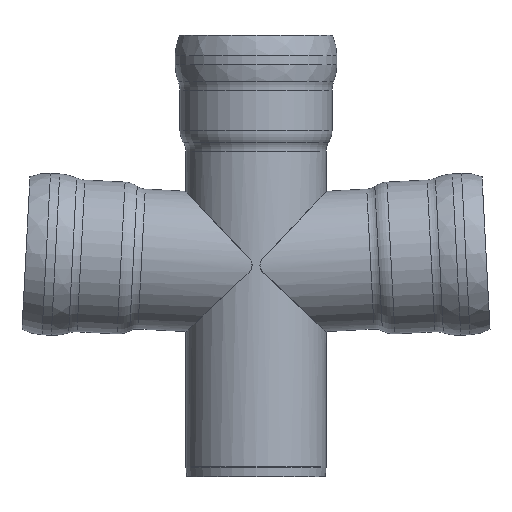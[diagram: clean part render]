
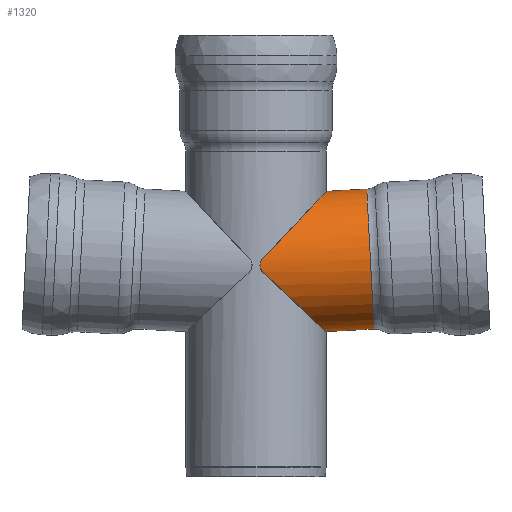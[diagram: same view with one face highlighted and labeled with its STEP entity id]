
A CAD part, front view. The second image highlights one B-rep face of the part: STEP entity #1320.
In plain terms, the highlighted cylindrical face has radius 365 mm (diameter 730 mm), a full revolution.
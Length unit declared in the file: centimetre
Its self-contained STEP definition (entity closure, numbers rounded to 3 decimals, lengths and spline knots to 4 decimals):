
#80=CIRCLE('',#1439,36.5);
#81=CIRCLE('',#1440,36.5);
#193=B_SPLINE_CURVE_WITH_KNOTS('',3,(#2106,#2107,#2108,#2109,#2110,#2111,
#2112,#2113,#2114,#2115,#2116,#2117,#2118,#2119,#2120,#2121,#2122,#2123,
#2124,#2125),.UNSPECIFIED.,.F.,.F.,(4,2,2,2,2,2,2,2,2,4),(18.9923,
19.8044,20.748,21.6917,22.6354,23.5778,
24.5203,25.4627,26.4052,26.5364),
 .UNSPECIFIED.);
#195=B_SPLINE_CURVE_WITH_KNOTS('',3,(#2161,#2162,#2163,#2164,#2165,#2166,
#2167,#2168,#2169,#2170,#2171,#2172,#2173,#2174,#2175,#2176,#2177,#2178,
#2179,#2180),.UNSPECIFIED.,.F.,.F.,(4,2,2,2,2,2,2,2,2,4),(3.6404,
3.7717,4.7142,5.6566,6.599,7.5415,
8.4852,9.4288,10.3725,11.1846),
 .UNSPECIFIED.);
#215=CYLINDRICAL_SURFACE('',#1441,36.5);
#255=FACE_OUTER_BOUND('',#333,.T.);
#333=EDGE_LOOP('',(#959,#960,#961,#962,#963,#964,#965,#966,#967,#968,#969));
#405=LINE('',#2387,#448);
#448=VECTOR('',#1736,36.5);
#481=ELLIPSE('',#1383,50.3188,36.5);
#484=ELLIPSE('',#1386,50.3188,36.5);
#485=ELLIPSE('',#1389,36.5501,36.5);
#486=ELLIPSE('',#1391,53.025,36.5);
#487=ELLIPSE('',#1392,53.025,36.5);
#509=VERTEX_POINT('',#2092);
#510=VERTEX_POINT('',#2093);
#514=VERTEX_POINT('',#2101);
#515=VERTEX_POINT('',#2105);
#517=VERTEX_POINT('',#2149);
#518=VERTEX_POINT('',#2150);
#519=VERTEX_POINT('',#2154);
#545=VERTEX_POINT('',#2381);
#546=VERTEX_POINT('',#2383);
#647=EDGE_CURVE('',#509,#510,#481,.T.);
#652=EDGE_CURVE('',#510,#514,#484,.T.);
#653=EDGE_CURVE('',#514,#515,#193,.T.);
#656=EDGE_CURVE('',#517,#518,#485,.T.);
#658=EDGE_CURVE('',#518,#519,#486,.T.);
#659=EDGE_CURVE('',#515,#517,#487,.T.);
#662=EDGE_CURVE('',#519,#509,#195,.T.);
#702=EDGE_CURVE('',#546,#545,#80,.T.);
#703=EDGE_CURVE('',#545,#546,#81,.T.);
#704=EDGE_CURVE('',#510,#546,#405,.T.);
#959=ORIENTED_EDGE('',*,*,#656,.T.);
#960=ORIENTED_EDGE('',*,*,#658,.T.);
#961=ORIENTED_EDGE('',*,*,#662,.T.);
#962=ORIENTED_EDGE('',*,*,#647,.T.);
#963=ORIENTED_EDGE('',*,*,#704,.T.);
#964=ORIENTED_EDGE('',*,*,#702,.T.);
#965=ORIENTED_EDGE('',*,*,#703,.T.);
#966=ORIENTED_EDGE('',*,*,#704,.F.);
#967=ORIENTED_EDGE('',*,*,#652,.T.);
#968=ORIENTED_EDGE('',*,*,#653,.T.);
#969=ORIENTED_EDGE('',*,*,#659,.T.);
#1320=ADVANCED_FACE('',(#255),#215,.T.);
#1383=AXIS2_PLACEMENT_3D('',#2094,#1608,#1609);
#1386=AXIS2_PLACEMENT_3D('',#2103,#1616,#1617);
#1389=AXIS2_PLACEMENT_3D('',#2151,#1623,#1624);
#1391=AXIS2_PLACEMENT_3D('',#2155,#1628,#1629);
#1392=AXIS2_PLACEMENT_3D('',#2156,#1630,#1631);
#1439=AXIS2_PLACEMENT_3D('',#2384,#1730,#1731);
#1440=AXIS2_PLACEMENT_3D('',#2385,#1732,#1733);
#1441=AXIS2_PLACEMENT_3D('',#2386,#1734,#1735);
#1608=DIRECTION('center_axis',(0.688,0.,0.725));
#1609=DIRECTION('ref_axis',(-0.725,0.,0.688));
#1616=DIRECTION('center_axis',(0.688,0.,0.725));
#1617=DIRECTION('ref_axis',(-0.725,0.,0.688));
#1623=DIRECTION('center_axis',(1.,0.,0.));
#1624=DIRECTION('ref_axis',(0.,0.,1.));
#1628=DIRECTION('center_axis',(0.725,0.,
-0.688));
#1629=DIRECTION('ref_axis',(0.688,0.,0.725));
#1630=DIRECTION('center_axis',(0.725,0.,
-0.688));
#1631=DIRECTION('ref_axis',(0.688,0.,0.725));
#1730=DIRECTION('center_axis',(-0.999,0.,
-0.052));
#1731=DIRECTION('ref_axis',(0.052,0.,-0.999));
#1732=DIRECTION('center_axis',(-0.999,0.,
-0.052));
#1733=DIRECTION('ref_axis',(0.052,0.,-0.999));
#1734=DIRECTION('center_axis',(-0.999,0.,
-0.052));
#1735=DIRECTION('ref_axis',(-0.052,0.,0.999));
#1736=DIRECTION('',(0.999,0.,0.052));
#2092=CARTESIAN_POINT('',(-310.6529,211.5203,82.5607));
#2093=CARTESIAN_POINT('',(-278.0414,247.8126,51.6135));
#2094=CARTESIAN_POINT('Origin',(-314.5414,247.8126,86.2508));
#2101=CARTESIAN_POINT('',(-310.6529,284.1049,82.5607));
#2103=CARTESIAN_POINT('Origin',(-314.5414,247.8126,86.2508));
#2105=CARTESIAN_POINT('',(-310.838,284.1738,89.6293));
#2106=CARTESIAN_POINT('Ctrl Pts',(-310.6529,284.1049,82.5607));
#2107=CARTESIAN_POINT('Ctrl Pts',(-310.8504,284.126,82.7481));
#2108=CARTESIAN_POINT('Ctrl Pts',(-311.0378,284.1478,82.9569));
#2109=CARTESIAN_POINT('Ctrl Pts',(-311.4054,284.193,83.446));
#2110=CARTESIAN_POINT('Ctrl Pts',(-311.5796,284.2161,83.7324));
#2111=CARTESIAN_POINT('Ctrl Pts',(-311.8668,284.2561,84.3341));
#2112=CARTESIAN_POINT('Ctrl Pts',(-311.9802,284.2729,84.6498));
#2113=CARTESIAN_POINT('Ctrl Pts',(-312.1407,284.2979,85.2887));
#2114=CARTESIAN_POINT('Ctrl Pts',(-312.1878,284.306,85.6117));
#2115=CARTESIAN_POINT('Ctrl Pts',(-312.2207,284.3137,86.2395));
#2116=CARTESIAN_POINT('Ctrl Pts',(-312.2077,284.3135,86.5655));
#2117=CARTESIAN_POINT('Ctrl Pts',(-312.115,284.3044,87.2171));
#2118=CARTESIAN_POINT('Ctrl Pts',(-312.0354,284.2955,87.5429));
#2119=CARTESIAN_POINT('Ctrl Pts',(-311.8129,284.2707,88.1712));
#2120=CARTESIAN_POINT('Ctrl Pts',(-311.6697,284.2549,88.4742));
#2121=CARTESIAN_POINT('Ctrl Pts',(-311.3318,284.2198,89.0384));
#2122=CARTESIAN_POINT('Ctrl Pts',(-311.1371,284.2006,89.2996));
#2123=CARTESIAN_POINT('Ctrl Pts',(-310.8981,284.1791,89.5651));
#2124=CARTESIAN_POINT('Ctrl Pts',(-310.8683,284.1765,89.5973));
#2125=CARTESIAN_POINT('Ctrl Pts',(-310.838,284.1738,89.6293));
#2149=CARTESIAN_POINT('',(-277.7798,252.1754,124.4654));
#2150=CARTESIAN_POINT('',(-277.7798,243.4498,124.4654));
#2151=CARTESIAN_POINT('Origin',(-277.7798,247.8126,88.1773));
#2154=CARTESIAN_POINT('',(-310.838,211.4514,89.6293));
#2155=CARTESIAN_POINT('Origin',(-314.0181,247.8126,86.2782));
#2156=CARTESIAN_POINT('Origin',(-314.0181,247.8126,86.2782));
#2161=CARTESIAN_POINT('Ctrl Pts',(-310.838,211.4514,89.6293));
#2162=CARTESIAN_POINT('Ctrl Pts',(-310.8683,211.4487,89.5973));
#2163=CARTESIAN_POINT('Ctrl Pts',(-310.8981,211.4461,89.5651));
#2164=CARTESIAN_POINT('Ctrl Pts',(-311.1371,211.4247,89.2996));
#2165=CARTESIAN_POINT('Ctrl Pts',(-311.3318,211.4054,89.0384));
#2166=CARTESIAN_POINT('Ctrl Pts',(-311.6697,211.3703,88.4742));
#2167=CARTESIAN_POINT('Ctrl Pts',(-311.8129,211.3545,88.1712));
#2168=CARTESIAN_POINT('Ctrl Pts',(-312.0354,211.3297,87.5429));
#2169=CARTESIAN_POINT('Ctrl Pts',(-312.115,211.3208,87.2171));
#2170=CARTESIAN_POINT('Ctrl Pts',(-312.2077,211.3117,86.5655));
#2171=CARTESIAN_POINT('Ctrl Pts',(-312.2207,211.3115,86.2395));
#2172=CARTESIAN_POINT('Ctrl Pts',(-312.1878,211.3192,85.6117));
#2173=CARTESIAN_POINT('Ctrl Pts',(-312.1407,211.3273,85.2887));
#2174=CARTESIAN_POINT('Ctrl Pts',(-311.9802,211.3523,84.6498));
#2175=CARTESIAN_POINT('Ctrl Pts',(-311.8668,211.3691,84.3341));
#2176=CARTESIAN_POINT('Ctrl Pts',(-311.5796,211.4091,83.7324));
#2177=CARTESIAN_POINT('Ctrl Pts',(-311.4054,211.4322,83.446));
#2178=CARTESIAN_POINT('Ctrl Pts',(-311.0378,211.4774,82.9569));
#2179=CARTESIAN_POINT('Ctrl Pts',(-310.8504,211.4992,82.7481));
#2180=CARTESIAN_POINT('Ctrl Pts',(-310.6529,211.5203,82.5607));
#2381=CARTESIAN_POINT('',(-254.675,211.3126,89.3882));
#2383=CARTESIAN_POINT('',(-252.7647,247.8126,52.9382));
#2384=CARTESIAN_POINT('Origin',(-254.675,247.8126,89.3882));
#2385=CARTESIAN_POINT('Origin',(-254.675,247.8126,89.3882));
#2386=CARTESIAN_POINT('Origin',(-336.9089,247.8126,85.0785));
#2387=CARTESIAN_POINT('',(-334.9986,247.8126,48.6285));
